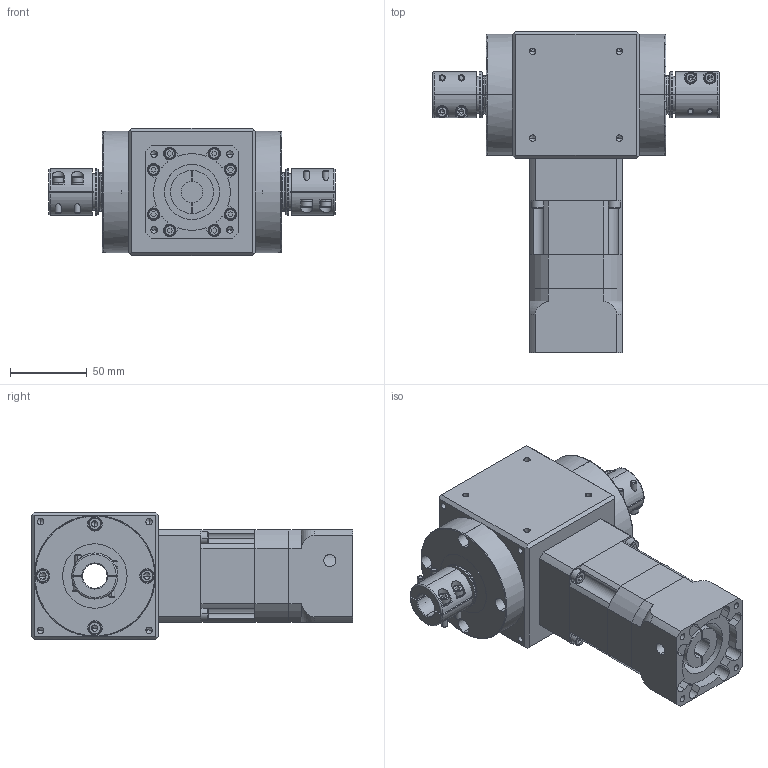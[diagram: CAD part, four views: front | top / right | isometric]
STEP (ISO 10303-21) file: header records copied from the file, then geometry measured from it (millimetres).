
FILE_DESCRIPTION (( 'STEP AP214' ), '1' );
FILE_NAME ('RAM060-L2-XX-D-14-50-70-M5_2019.STEP', '2019-05-13T06:25:32', ( 'Y' ), ( 'NCU' ), 'SwSTEP 2.0', 'SolidWorks 2016', '' );
FILE_SCHEMA (( 'AUTOMOTIVE_DESIGN' ));
Length unit declared in the file: millimetre
Products named in the file (1): RAM060-L2-XX-D-14-50-70-M5_2019
Bounding box: 187 x 209.7 x 83 mm (x, y, z)
Volume: 1128524.7 mm3; surface area: 154673.3 mm2
Topology: 5 solids, 13 shells, 1110 faces, 2742 edges, 1691 vertices
Faces by surface type: plane 545, cylinder 369, cone 130, torus 42, bspline 24
Entity records: 35392 total; most frequent: CARTESIAN_POINT 7444, DIRECTION 5789, ORIENTED_EDGE 5340, EDGE_CURVE 2670, AXIS2_PLACEMENT_3D 2168, VERTEX_POINT 1691, VECTOR 1453, LINE 1453
